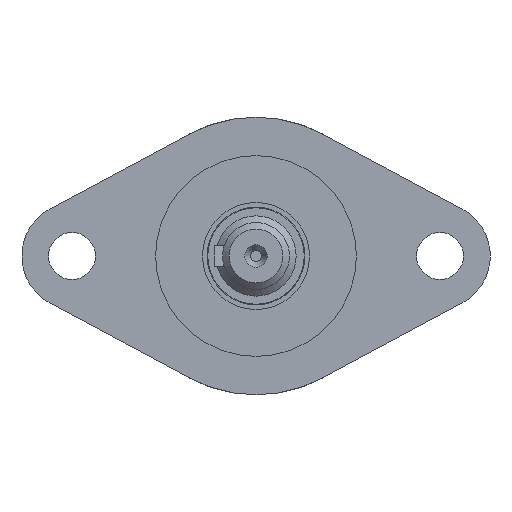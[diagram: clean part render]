
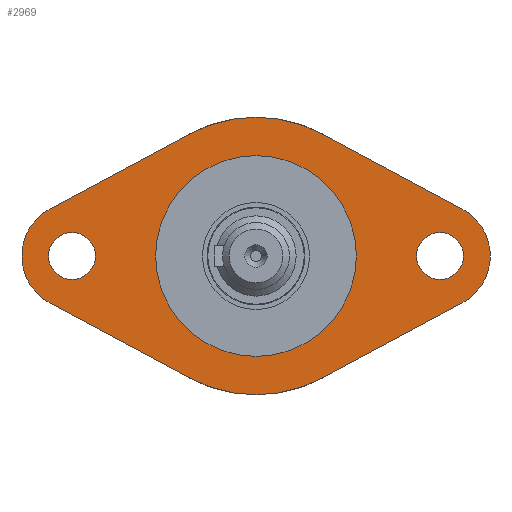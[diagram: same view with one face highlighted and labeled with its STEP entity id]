
A CAD part, left-side view. The second image highlights one B-rep face of the part: STEP entity #2969.
In plain terms, the highlighted planar face has unit normal (-1, 0, 0).
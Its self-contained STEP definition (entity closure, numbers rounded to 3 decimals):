
#231=FACE_BOUND('',#592,.T.);
#232=FACE_BOUND('',#593,.T.);
#233=FACE_BOUND('',#594,.T.);
#275=PLANE('',#3230);
#411=FACE_OUTER_BOUND('',#591,.T.);
#591=EDGE_LOOP('',(#2278,#2279,#2280,#2281,#2282,#2283,#2284,#2285));
#592=EDGE_LOOP('',(#2286));
#593=EDGE_LOOP('',(#2287));
#594=EDGE_LOOP('',(#2288));
#766=LINE('',#4477,#1026);
#768=LINE('',#4482,#1028);
#772=LINE('',#4495,#1032);
#777=LINE('',#4508,#1037);
#1026=VECTOR('',#3648,10.);
#1028=VECTOR('',#3652,10.);
#1032=VECTOR('',#3664,10.);
#1037=VECTOR('',#3677,10.);
#1298=CIRCLE('',#3208,3.5);
#1300=CIRCLE('',#3211,3.5);
#1302=CIRCLE('',#3214,8.);
#1306=CIRCLE('',#3223,8.);
#1308=CIRCLE('',#3228,15.);
#1310=CIRCLE('',#3231,20.75);
#1311=CIRCLE('',#3232,20.75);
#1423=VERTEX_POINT('',#4454);
#1425=VERTEX_POINT('',#4460);
#1428=VERTEX_POINT('',#4467);
#1429=VERTEX_POINT('',#4469);
#1431=VERTEX_POINT('',#4475);
#1433=VERTEX_POINT('',#4481);
#1437=VERTEX_POINT('',#4492);
#1438=VERTEX_POINT('',#4494);
#1440=VERTEX_POINT('',#4500);
#1442=VERTEX_POINT('',#4506);
#1443=VERTEX_POINT('',#4512);
#1727=EDGE_CURVE('',#1423,#1423,#1298,.T.);
#1730=EDGE_CURVE('',#1425,#1425,#1300,.T.);
#1733=EDGE_CURVE('',#1428,#1429,#1302,.T.);
#1737=EDGE_CURVE('',#1431,#1428,#766,.T.);
#1739=EDGE_CURVE('',#1429,#1433,#768,.T.);
#1745=EDGE_CURVE('',#1438,#1437,#772,.T.);
#1749=EDGE_CURVE('',#1437,#1440,#1306,.T.);
#1752=EDGE_CURVE('',#1440,#1442,#777,.T.);
#1754=EDGE_CURVE('',#1443,#1443,#1308,.T.);
#1757=EDGE_CURVE('',#1433,#1442,#1310,.T.);
#1758=EDGE_CURVE('',#1438,#1431,#1311,.T.);
#2278=ORIENTED_EDGE('',*,*,#1757,.F.);
#2279=ORIENTED_EDGE('',*,*,#1739,.F.);
#2280=ORIENTED_EDGE('',*,*,#1733,.F.);
#2281=ORIENTED_EDGE('',*,*,#1737,.F.);
#2282=ORIENTED_EDGE('',*,*,#1758,.F.);
#2283=ORIENTED_EDGE('',*,*,#1745,.T.);
#2284=ORIENTED_EDGE('',*,*,#1749,.T.);
#2285=ORIENTED_EDGE('',*,*,#1752,.T.);
#2286=ORIENTED_EDGE('',*,*,#1727,.T.);
#2287=ORIENTED_EDGE('',*,*,#1730,.T.);
#2288=ORIENTED_EDGE('',*,*,#1754,.T.);
#2969=ADVANCED_FACE('',(#411,#231,#232,#233),#275,.T.);
#3208=AXIS2_PLACEMENT_3D('',#4456,#3627,#3628);
#3211=AXIS2_PLACEMENT_3D('',#4462,#3634,#3635);
#3214=AXIS2_PLACEMENT_3D('',#4470,#3641,#3642);
#3223=AXIS2_PLACEMENT_3D('',#4502,#3671,#3672);
#3228=AXIS2_PLACEMENT_3D('',#4513,#3684,#3685);
#3230=AXIS2_PLACEMENT_3D('',#4517,#3689,#3690);
#3231=AXIS2_PLACEMENT_3D('',#4518,#3691,#3692);
#3232=AXIS2_PLACEMENT_3D('',#4519,#3693,#3694);
#3627=DIRECTION('center_axis',(1.,0.,0.));
#3628=DIRECTION('ref_axis',(0.,0.,-1.));
#3634=DIRECTION('center_axis',(1.,0.,0.));
#3635=DIRECTION('ref_axis',(0.,0.,-1.));
#3641=DIRECTION('center_axis',(1.,0.,0.));
#3642=DIRECTION('ref_axis',(0.,0.472,0.881));
#3648=DIRECTION('',(0.,-0.881,-0.472));
#3652=DIRECTION('',(0.,0.881,-0.472));
#3664=DIRECTION('',(0.,0.881,-0.472));
#3671=DIRECTION('center_axis',(-1.,0.,0.));
#3672=DIRECTION('ref_axis',(0.,0.472,0.881));
#3677=DIRECTION('',(0.,-0.881,-0.472));
#3684=DIRECTION('center_axis',(1.,0.,0.));
#3685=DIRECTION('ref_axis',(0.,1.,0.));
#3689=DIRECTION('center_axis',(-1.,0.,0.));
#3690=DIRECTION('ref_axis',(0.,0.,
1.));
#3691=DIRECTION('center_axis',(1.,0.,0.));
#3692=DIRECTION('ref_axis',(0.,1.,0.));
#3693=DIRECTION('center_axis',(1.,0.,0.));
#3694=DIRECTION('ref_axis',(0.,1.,0.));
#4454=CARTESIAN_POINT('',(-147.4,27.5,3.5));
#4456=CARTESIAN_POINT('Origin',(-147.4,27.5,0.));
#4460=CARTESIAN_POINT('',(-147.4,-27.5,3.5));
#4462=CARTESIAN_POINT('Origin',(-147.4,-27.5,0.));
#4467=CARTESIAN_POINT('',(-147.4,-30.778,7.052));
#4469=CARTESIAN_POINT('',(-147.4,-30.778,-7.052));
#4470=CARTESIAN_POINT('Origin',(-147.4,-27.,0.));
#4475=CARTESIAN_POINT('',(-147.4,-9.799,18.291));
#4477=CARTESIAN_POINT('',(-147.4,-9.799,18.291));
#4481=CARTESIAN_POINT('',(-147.4,-9.799,-18.291));
#4482=CARTESIAN_POINT('',(-147.4,-30.778,-7.052));
#4492=CARTESIAN_POINT('',(-147.4,30.778,7.052));
#4494=CARTESIAN_POINT('',(-147.4,9.799,18.291));
#4495=CARTESIAN_POINT('',(-147.4,9.799,18.291));
#4500=CARTESIAN_POINT('',(-147.4,30.778,-7.052));
#4502=CARTESIAN_POINT('Origin',(-147.4,27.,0.));
#4506=CARTESIAN_POINT('',(-147.4,9.799,-18.291));
#4508=CARTESIAN_POINT('',(-147.4,30.778,-7.052));
#4512=CARTESIAN_POINT('',(-147.4,-15.,0.));
#4513=CARTESIAN_POINT('Origin',(-147.4,0.,0.));
#4517=CARTESIAN_POINT('Origin',(-147.4,17.875,0.));
#4518=CARTESIAN_POINT('Origin',(-147.4,0.,0.));
#4519=CARTESIAN_POINT('Origin',(-147.4,0.,0.));
